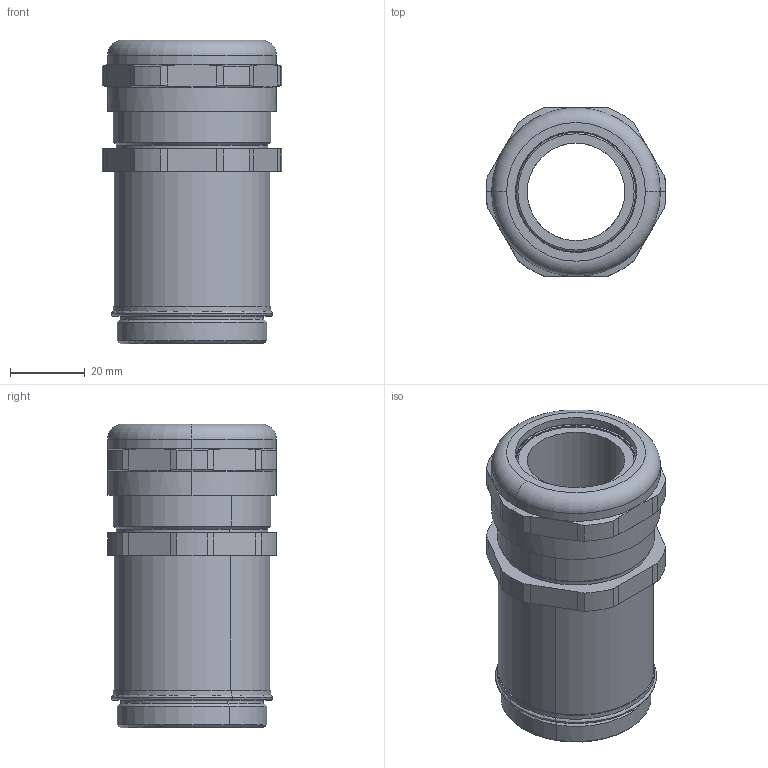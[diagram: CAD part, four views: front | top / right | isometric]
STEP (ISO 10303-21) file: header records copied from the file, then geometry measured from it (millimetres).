
FILE_DESCRIPTION(('CATIA V5 STEP','CAx-IF Rec.Pracs.--- Model Styling and Organization---1.4--- 2014-01-23'),'2;1');
FILE_NAME ('13129529_4', '2022-08-24T08:00:33+00:00', ('none'), ('Weidmueller'), 'CATIA Version 5-6 Release 2016 SP3 HF44', 'CATIA V5 STEP AP214', 'none');
FILE_SCHEMA(('AUTOMOTIVE_DESIGN { 1 0 10303 214 1 1 1 1 }'));
Length unit declared in the file: millimetre
Products named in the file (1): 1205920000
Bounding box: 48 x 45 x 81 mm (x, y, z)
Volume: 51840.6 mm3; surface area: 30118.4 mm2
Topology: 2 solids, 2 shells, 191 faces, 464 edges, 290 vertices
Faces by surface type: cylinder 80, plane 55, cone 32, torus 24
Entity records: 6346 total; most frequent: CARTESIAN_POINT 2127, ORIENTED_EDGE 924, DIRECTION 716, EDGE_CURVE 462, AXIS2_PLACEMENT_3D 354, VERTEX_POINT 290, EDGE_LOOP 210, ADVANCED_FACE 191
